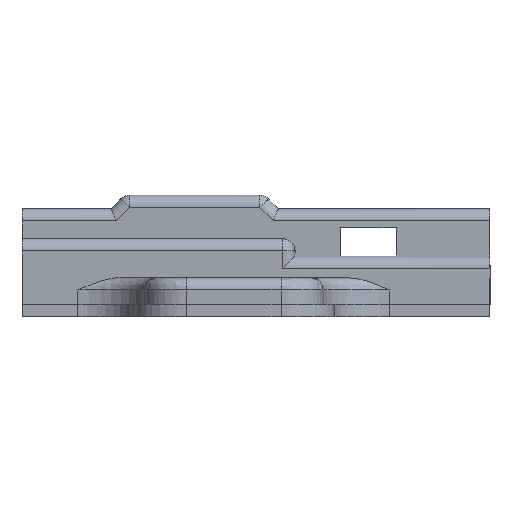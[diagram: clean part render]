
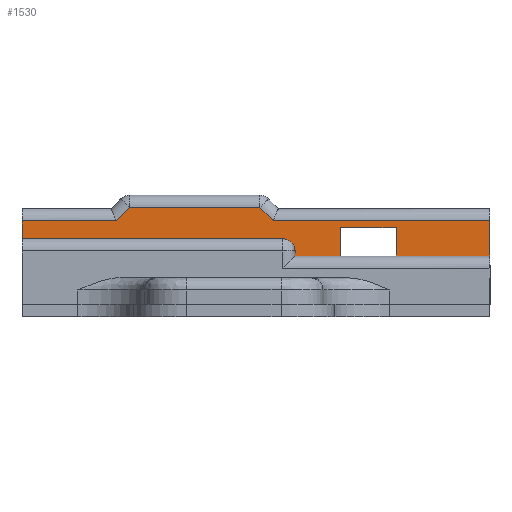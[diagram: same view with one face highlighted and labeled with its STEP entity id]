
A CAD part, front view. The second image highlights one B-rep face of the part: STEP entity #1530.
In plain terms, the highlighted planar face has unit normal (0, -1, 0).
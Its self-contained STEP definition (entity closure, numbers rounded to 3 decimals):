
#54 = CARTESIAN_POINT ( 'NONE',  ( 0., -5.4, 5.45 ) ) ;
#55 = ORIENTED_EDGE ( 'NONE', *, *, #5712, .F. ) ;
#124 = EDGE_CURVE ( 'NONE', #1010, #2293, #7365, .T. ) ;
#191 = CARTESIAN_POINT ( 'NONE',  ( 9.052, -5.4, 9.196 ) ) ;
#258 = VERTEX_POINT ( 'NONE', #698 ) ;
#278 = DIRECTION ( 'NONE',  ( -0.707, 0., 0.707 ) ) ;
#304 = EDGE_CURVE ( 'NONE', #3573, #2325, #2400, .T. ) ;
#367 = DIRECTION ( 'NONE',  ( 1., 0., 0. ) ) ;
#368 = ORIENTED_EDGE ( 'NONE', *, *, #5892, .F. ) ;
#485 = ORIENTED_EDGE ( 'NONE', *, *, #3135, .T. ) ;
#698 = CARTESIAN_POINT ( 'NONE',  ( 28.58, -5.4, 8. ) ) ;
#715 = CARTESIAN_POINT ( 'NONE',  ( 21., -5.4, 7. ) ) ;
#782 = ORIENTED_EDGE ( 'NONE', *, *, #8199, .F. ) ;
#896 = LINE ( 'NONE', #7969, #4765 ) ;
#963 = VECTOR ( 'NONE', #4670, 1000. ) ;
#1003 = ORIENTED_EDGE ( 'NONE', *, *, #2047, .F. ) ;
#1010 = VERTEX_POINT ( 'NONE', #1481 ) ;
#1198 = AXIS2_PLACEMENT_3D ( 'NONE', #6416, #1958, #6381 ) ;
#1256 = DIRECTION ( 'NONE',  ( 0., 1., 0. ) ) ;
#1272 = VECTOR ( 'NONE', #1471, 1000. ) ;
#1342 = DIRECTION ( 'NONE',  ( -1., 0., 0. ) ) ;
#1395 = VECTOR ( 'NONE', #1342, 1000. ) ;
#1471 = DIRECTION ( 'NONE',  ( 0., 0., -1. ) ) ;
#1481 = CARTESIAN_POINT ( 'NONE',  ( 28.58, -5.4, 5.45 ) ) ;
#1530 = ADVANCED_FACE ( 'NONE', ( #3561 ), #7658, .F. ) ;
#1568 = DIRECTION ( 'NONE',  ( -1., 0., 0. ) ) ;
#1626 = CARTESIAN_POINT ( 'NONE',  ( 21., -5.4, 9.8 ) ) ;
#1754 = ORIENTED_EDGE ( 'NONE', *, *, #5204, .F. ) ;
#1803 = CARTESIAN_POINT ( 'NONE',  ( 0., -5.4, 7. ) ) ;
#1958 = DIRECTION ( 'NONE',  ( 0., 1., 0. ) ) ;
#2016 = CARTESIAN_POINT ( 'NONE',  ( 9.656, -5.4, 9.8 ) ) ;
#2047 = EDGE_CURVE ( 'NONE', #5876, #7359, #6138, .T. ) ;
#2100 = VECTOR ( 'NONE', #7221, 1000. ) ;
#2131 = CARTESIAN_POINT ( 'NONE',  ( 33.25, -5.4, 5.45 ) ) ;
#2149 = LINE ( 'NONE', #7298, #4293 ) ;
#2293 = VERTEX_POINT ( 'NONE', #5817 ) ;
#2325 = VERTEX_POINT ( 'NONE', #7914 ) ;
#2389 = CARTESIAN_POINT ( 'NONE',  ( 42., -5.4, 4.85 ) ) ;
#2400 = CIRCLE ( 'NONE', #1198, 1.1 ) ;
#2416 = VERTEX_POINT ( 'NONE', #6704 ) ;
#2423 = ORIENTED_EDGE ( 'NONE', *, *, #304, .T. ) ;
#2436 = DIRECTION ( 'NONE',  ( -1., 0., 0. ) ) ;
#2483 = CARTESIAN_POINT ( 'NONE',  ( 33.25, -5.4, 5.45 ) ) ;
#2485 = VERTEX_POINT ( 'NONE', #3094 ) ;
#2588 = LINE ( 'NONE', #3212, #6109 ) ;
#2593 = ORIENTED_EDGE ( 'NONE', *, *, #3521, .F. ) ;
#2756 = EDGE_CURVE ( 'NONE', #7007, #5277, #3077, .T. ) ;
#2767 = DIRECTION ( 'NONE',  ( -0.707, 0., -0.707 ) ) ;
#2907 = CARTESIAN_POINT ( 'NONE',  ( 21., -5.4, 8.6 ) ) ;
#3077 = LINE ( 'NONE', #7021, #4095 ) ;
#3094 = CARTESIAN_POINT ( 'NONE',  ( 22.544, -5.4, 8.6 ) ) ;
#3129 = LINE ( 'NONE', #2389, #6364 ) ;
#3135 = EDGE_CURVE ( 'NONE', #5876, #2416, #7126, .T. ) ;
#3212 = CARTESIAN_POINT ( 'NONE',  ( 0., -5.4, 7.625 ) ) ;
#3216 = AXIS2_PLACEMENT_3D ( 'NONE', #54, #1256, #5054 ) ;
#3307 = LINE ( 'NONE', #4555, #1272 ) ;
#3469 = CARTESIAN_POINT ( 'NONE',  ( 33.58, -5.4, 5.45 ) ) ;
#3521 = EDGE_CURVE ( 'NONE', #2293, #2325, #6499, .T. ) ;
#3538 = CARTESIAN_POINT ( 'NONE',  ( 21., -5.4, 8.6 ) ) ;
#3561 = FACE_OUTER_BOUND ( 'NONE', #6762, .T. ) ;
#3573 = VERTEX_POINT ( 'NONE', #7679 ) ;
#3579 = LINE ( 'NONE', #2907, #6846 ) ;
#3632 = ORIENTED_EDGE ( 'NONE', *, *, #2756, .F. ) ;
#3650 = ORIENTED_EDGE ( 'NONE', *, *, #7432, .F. ) ;
#3653 = EDGE_CURVE ( 'NONE', #2485, #7359, #896, .T. ) ;
#3850 = ORIENTED_EDGE ( 'NONE', *, *, #3653, .T. ) ;
#3914 = DIRECTION ( 'NONE',  ( 0., 0., 1. ) ) ;
#3943 = CARTESIAN_POINT ( 'NONE',  ( 42., -5.4, 8.6 ) ) ;
#4036 = CARTESIAN_POINT ( 'NONE',  ( 42., -5.4, 5.45 ) ) ;
#4095 = VECTOR ( 'NONE', #8230, 1000. ) ;
#4293 = VECTOR ( 'NONE', #1568, 1000. ) ;
#4416 = CARTESIAN_POINT ( 'NONE',  ( 21.344, -5.4, 9.8 ) ) ;
#4424 = VERTEX_POINT ( 'NONE', #4036 ) ;
#4451 = ORIENTED_EDGE ( 'NONE', *, *, #7621, .F. ) ;
#4555 = CARTESIAN_POINT ( 'NONE',  ( 28.58, -5.4, 7.625 ) ) ;
#4655 = CARTESIAN_POINT ( 'NONE',  ( 24.5, -5.4, 7.625 ) ) ;
#4670 = DIRECTION ( 'NONE',  ( -1., 0., 0. ) ) ;
#4765 = VECTOR ( 'NONE', #278, 1000. ) ;
#4980 = ORIENTED_EDGE ( 'NONE', *, *, #5319, .F. ) ;
#4993 = VERTEX_POINT ( 'NONE', #3943 ) ;
#5054 = DIRECTION ( 'NONE',  ( 0., 0., 1. ) ) ;
#5204 = EDGE_CURVE ( 'NONE', #6048, #2416, #3579, .T. ) ;
#5277 = VERTEX_POINT ( 'NONE', #6285 ) ;
#5299 = VECTOR ( 'NONE', #2436, 1000. ) ;
#5319 = EDGE_CURVE ( 'NONE', #5277, #258, #2149, .T. ) ;
#5662 = ORIENTED_EDGE ( 'NONE', *, *, #6729, .F. ) ;
#5712 = EDGE_CURVE ( 'NONE', #3573, #7155, #6960, .T. ) ;
#5808 = ORIENTED_EDGE ( 'NONE', *, *, #124, .F. ) ;
#5809 = VECTOR ( 'NONE', #367, 1000. ) ;
#5817 = CARTESIAN_POINT ( 'NONE',  ( 24.5, -5.4, 5.45 ) ) ;
#5838 = VECTOR ( 'NONE', #2767, 1000. ) ;
#5876 = VERTEX_POINT ( 'NONE', #2016 ) ;
#5892 = EDGE_CURVE ( 'NONE', #258, #1010, #3307, .T. ) ;
#6048 = VERTEX_POINT ( 'NONE', #6264 ) ;
#6083 = LINE ( 'NONE', #3538, #5809 ) ;
#6103 = VECTOR ( 'NONE', #8068, 1000. ) ;
#6109 = VECTOR ( 'NONE', #3914, 1000. ) ;
#6138 = LINE ( 'NONE', #1626, #6103 ) ;
#6224 = DIRECTION ( 'NONE',  ( 0., 0., -1. ) ) ;
#6264 = CARTESIAN_POINT ( 'NONE',  ( 0., -5.4, 8.6 ) ) ;
#6276 = LINE ( 'NONE', #2483, #5299 ) ;
#6285 = CARTESIAN_POINT ( 'NONE',  ( 33.58, -5.4, 8. ) ) ;
#6364 = VECTOR ( 'NONE', #6224, 1000. ) ;
#6381 = DIRECTION ( 'NONE',  ( 0., 0., -1. ) ) ;
#6416 = CARTESIAN_POINT ( 'NONE',  ( 23.4, -5.4, 5.9 ) ) ;
#6499 = LINE ( 'NONE', #4655, #2100 ) ;
#6704 = CARTESIAN_POINT ( 'NONE',  ( 8.456, -5.4, 8.6 ) ) ;
#6729 = EDGE_CURVE ( 'NONE', #2485, #4993, #6083, .T. ) ;
#6762 = EDGE_LOOP ( 'NONE', ( #5662, #3850, #1003, #485, #1754, #4451, #55, #2423, #2593, #5808, #368, #4980, #3632, #782, #3650 ) ) ;
#6846 = VECTOR ( 'NONE', #7474, 1000. ) ;
#6960 = LINE ( 'NONE', #715, #1395 ) ;
#7007 = VERTEX_POINT ( 'NONE', #3469 ) ;
#7021 = CARTESIAN_POINT ( 'NONE',  ( 33.58, -5.4, 7.625 ) ) ;
#7126 = LINE ( 'NONE', #191, #5838 ) ;
#7155 = VERTEX_POINT ( 'NONE', #1803 ) ;
#7221 = DIRECTION ( 'NONE',  ( 0., 0., 1. ) ) ;
#7298 = CARTESIAN_POINT ( 'NONE',  ( 21., -5.4, 8. ) ) ;
#7359 = VERTEX_POINT ( 'NONE', #4416 ) ;
#7365 = LINE ( 'NONE', #2131, #963 ) ;
#7432 = EDGE_CURVE ( 'NONE', #4993, #4424, #3129, .T. ) ;
#7474 = DIRECTION ( 'NONE',  ( 1., 0., 0. ) ) ;
#7621 = EDGE_CURVE ( 'NONE', #7155, #6048, #2588, .T. ) ;
#7658 = PLANE ( 'NONE',  #3216 ) ;
#7679 = CARTESIAN_POINT ( 'NONE',  ( 23.4, -5.4, 7. ) ) ;
#7914 = CARTESIAN_POINT ( 'NONE',  ( 24.5, -5.4, 5.9 ) ) ;
#7969 = CARTESIAN_POINT ( 'NONE',  ( 21.948, -5.4, 9.196 ) ) ;
#8068 = DIRECTION ( 'NONE',  ( 1., 0., 0. ) ) ;
#8199 = EDGE_CURVE ( 'NONE', #4424, #7007, #6276, .T. ) ;
#8230 = DIRECTION ( 'NONE',  ( 0., 0., 1. ) ) ;
